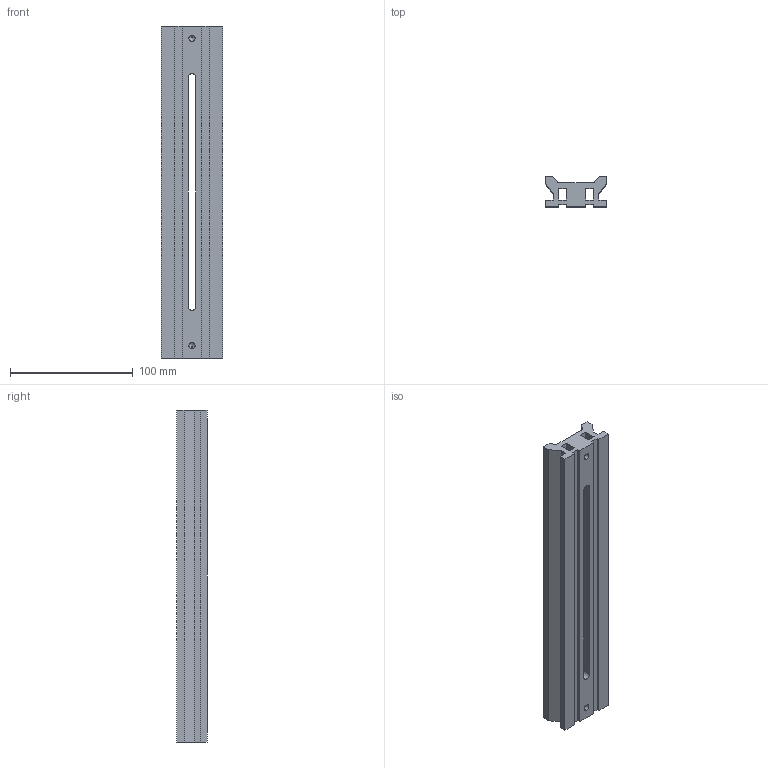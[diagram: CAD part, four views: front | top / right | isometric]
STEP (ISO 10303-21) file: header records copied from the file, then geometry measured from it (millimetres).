
FILE_DESCRIPTION (( 'STEP AP203' ), '1' );
FILE_NAME ('U-F1-01ORL101-D1.STEP', '2016-02-25T08:05:25', ( '' ), ( '' ), 'SwSTEP 2.0', 'SolidWorks 2016', '' );
FILE_SCHEMA (( 'CONFIG_CONTROL_DESIGN' ));
Length unit declared in the file: millimetre
Products named in the file (1): U-F1-01ORL101-D1
Bounding box: 50 x 24.5 x 270 mm (x, y, z)
Volume: 179274.6 mm3; surface area: 72542.2 mm2
Topology: 1 solids, 1 shells, 51 faces, 140 edges, 90 vertices
Faces by surface type: plane 39, cylinder 8, cone 4
Entity records: 1659 total; most frequent: CARTESIAN_POINT 278, ORIENTED_EDGE 272, DIRECTION 256, EDGE_CURVE 136, LINE 120, VECTOR 120, VERTEX_POINT 90, AXIS2_PLACEMENT_3D 68
